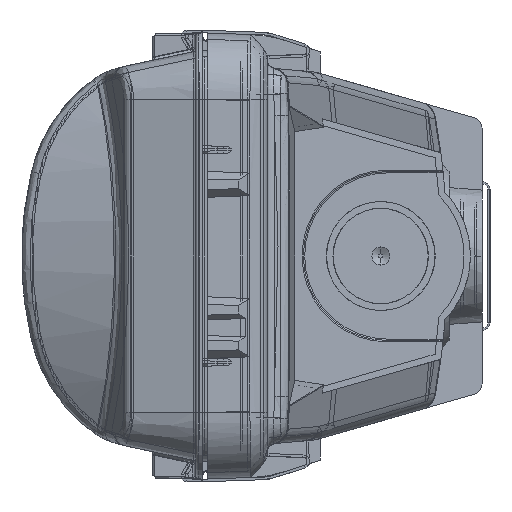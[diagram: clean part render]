
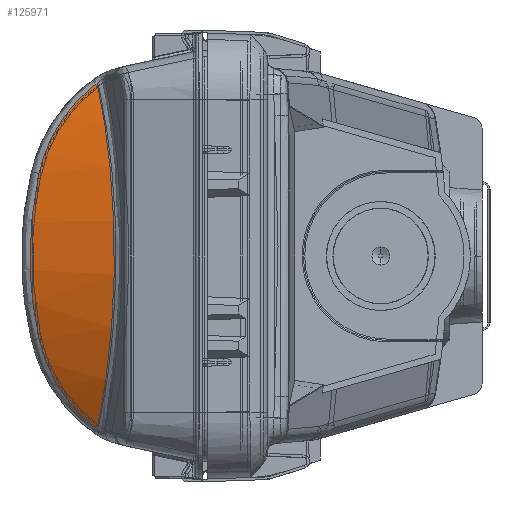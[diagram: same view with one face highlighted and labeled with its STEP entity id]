
A CAD part, left-side view. The second image highlights one B-rep face of the part: STEP entity #125971.
In plain terms, the highlighted conical face has half-angle 15 degrees and reference radius 66.648 mm.
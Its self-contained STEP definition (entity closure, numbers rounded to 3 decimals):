
#89943=CARTESIAN_POINT('',(-715.685,-29.799,
32.548));
#89944=CARTESIAN_POINT('',(-716.35,-29.564,
31.461));
#89945=CARTESIAN_POINT('',(-717.613,-29.117,
29.249));
#89946=CARTESIAN_POINT('',(-719.3,-28.521,
25.823));
#89947=CARTESIAN_POINT('',(-720.771,-28.001,
22.311));
#89948=CARTESIAN_POINT('',(-722.02,-27.559,
18.727));
#89949=CARTESIAN_POINT('',(-723.047,-27.196,
15.084));
#89950=CARTESIAN_POINT('',(-723.85,-26.912,
11.391));
#89951=CARTESIAN_POINT('',(-724.428,-26.708,
7.657));
#89952=CARTESIAN_POINT('',(-724.779,-26.584,
3.894));
#89953=CARTESIAN_POINT('',(-724.9,-26.541,
0.115));
#89954=CARTESIAN_POINT('',(-724.793,-26.579,
-3.668));
#89955=CARTESIAN_POINT('',(-724.455,-26.699,
-7.442));
#89956=CARTESIAN_POINT('',(-723.887,-26.899,
-11.197));
#89957=CARTESIAN_POINT('',(-723.088,-27.182,
-14.92));
#89958=CARTESIAN_POINT('',(-722.062,-27.544,
-18.596));
#89959=CARTESIAN_POINT('',(-720.808,-27.988,
-22.213));
#89960=CARTESIAN_POINT('',(-719.332,-28.51,
-25.756));
#89961=CARTESIAN_POINT('',(-717.627,-29.112,
-29.224));
#89962=CARTESIAN_POINT('',(-716.355,-29.562,
-31.454));
#89963=CARTESIAN_POINT('',(-715.685,-29.799,
-32.548));
#89965=CARTESIAN_POINT('',(-715.709,-30.053,
32.361));
#89966=CARTESIAN_POINT('',(-715.705,-30.01,
32.394));
#89967=CARTESIAN_POINT('',(-715.696,-29.927,
32.455));
#89968=CARTESIAN_POINT('',(-715.689,-29.841,
32.518));
#89969=CARTESIAN_POINT('',(-715.685,-29.799,
32.548));
#89971=CARTESIAN_POINT('',(-719.161,-40.764,
15.573));
#89972=CARTESIAN_POINT('',(-719.028,-40.606,
16.287));
#89973=CARTESIAN_POINT('',(-718.758,-40.241,
17.689));
#89974=CARTESIAN_POINT('',(-718.343,-39.551,
19.718));
#89975=CARTESIAN_POINT('',(-717.924,-38.722,
21.672));
#89976=CARTESIAN_POINT('',(-717.512,-37.768,
23.534));
#89977=CARTESIAN_POINT('',(-717.118,-36.704,
25.29));
#89978=CARTESIAN_POINT('',(-716.75,-35.538,
26.936));
#89979=CARTESIAN_POINT('',(-716.42,-34.295,
28.456));
#89980=CARTESIAN_POINT('',(-716.129,-32.962,
29.873));
#89981=CARTESIAN_POINT('',(-715.885,-31.541,
31.189));
#89982=CARTESIAN_POINT('',(-715.761,-30.555,
31.984));
#89983=CARTESIAN_POINT('',(-715.709,-30.053,
32.361));
#89985=CARTESIAN_POINT('',(-719.161,-40.764,
-15.573));
#89986=CARTESIAN_POINT('',(-719.382,-41.027,
-14.382));
#89987=CARTESIAN_POINT('',(-719.765,-41.48,
-12.038));
#89988=CARTESIAN_POINT('',(-720.169,-41.957,
-8.749));
#89989=CARTESIAN_POINT('',(-720.452,-42.288,
-5.378));
#89990=CARTESIAN_POINT('',(-720.598,-42.46,
-2.03));
#89991=CARTESIAN_POINT('',(-720.611,-42.475,
1.349));
#89992=CARTESIAN_POINT('',(-720.493,-42.337,
4.676));
#89993=CARTESIAN_POINT('',(-720.23,-42.028,
8.181));
#89994=CARTESIAN_POINT('',(-719.797,-41.518,
11.844));
#89995=CARTESIAN_POINT('',(-719.394,-41.041,
14.322));
#89996=CARTESIAN_POINT('',(-719.161,-40.764,
15.573));
#89998=CARTESIAN_POINT('',(-715.709,-30.054,
-32.361));
#89999=CARTESIAN_POINT('',(-715.76,-30.545,
-31.992));
#90000=CARTESIAN_POINT('',(-715.882,-31.516,
-31.21));
#90001=CARTESIAN_POINT('',(-716.121,-32.917,
-29.918));
#90002=CARTESIAN_POINT('',(-716.411,-34.258,
-28.499));
#90003=CARTESIAN_POINT('',(-716.745,-35.52,
-26.96));
#90004=CARTESIAN_POINT('',(-717.115,-36.695,
-25.304));
#90005=CARTESIAN_POINT('',(-717.511,-37.766,
-23.539));
#90006=CARTESIAN_POINT('',(-717.922,-38.719,
-21.679));
#90007=CARTESIAN_POINT('',(-718.343,-39.552,
-19.716));
#90008=CARTESIAN_POINT('',(-718.761,-40.247,
-17.671));
#90009=CARTESIAN_POINT('',(-719.03,-40.608,
-16.279));
#90010=CARTESIAN_POINT('',(-719.161,-40.764,
-15.573));
#90012=CARTESIAN_POINT('',(-715.685,-29.799,
-32.548));
#90013=CARTESIAN_POINT('',(-715.689,-29.841,
-32.518));
#90014=CARTESIAN_POINT('',(-715.696,-29.927,
-32.455));
#90015=CARTESIAN_POINT('',(-715.705,-30.01,
-32.394));
#90016=CARTESIAN_POINT('',(-715.709,-30.054,
-32.361));
#117188=VERTEX_POINT('',#89943);
#117189=VERTEX_POINT('',#89963);
#118365=VERTEX_POINT('',#89998);
#118366=VERTEX_POINT('',#90010);
#118368=VERTEX_POINT('',#89996);
#118369=VERTEX_POINT('',#89983);
#125954=CARTESIAN_POINT('',(-656.083,-34.51,0.));
#125955=DIRECTION('',(0.,1.,0.));
#125956=DIRECTION('',(-1.,0.,0.));
#125957=AXIS2_PLACEMENT_3D('',#125954,#125955,#125956);
#125958=CONICAL_SURFACE('',#125957,66.648,15.);
#125959=ORIENTED_EDGE('',*,*,#121193,.F.);
#125961=ORIENTED_EDGE('',*,*,#125960,.F.);
#125963=ORIENTED_EDGE('',*,*,#125962,.F.);
#125964=ORIENTED_EDGE('',*,*,#125944,.F.);
#125966=ORIENTED_EDGE('',*,*,#125965,.F.);
#125968=ORIENTED_EDGE('',*,*,#125967,.F.);
#125969=EDGE_LOOP('',(#125959,#125961,#125963,#125964,#125966,#125968));
#125970=FACE_OUTER_BOUND('',#125969,.F.);
#125971=ADVANCED_FACE('',(#125970),#125958,.T.);
#89964=B_SPLINE_CURVE_WITH_KNOTS('',3,(#89943,#89944,#89945,#89946,#89947,
#89948,#89949,#89950,#89951,#89952,#89953,#89954,#89955,#89956,#89957,#89958,
#89959,#89960,#89961,#89962,#89963),.UNSPECIFIED.,.F.,.F.,(4,1,1,1,1,1,1,1,1,1,
1,1,1,1,1,1,1,1,4),(0.,0.056,0.111,0.167,
0.222,0.278,0.333,0.389,
0.444,0.5,0.556,0.611,0.667,
0.722,0.778,0.833,0.889,
0.944,1.),.UNSPECIFIED.);
#89970=B_SPLINE_CURVE_WITH_KNOTS('',3,(#89965,#89966,#89967,#89968,#89969),
.UNSPECIFIED.,.F.,.F.,(4,1,4),(0.,0.5,1.),.UNSPECIFIED.);
#89984=B_SPLINE_CURVE_WITH_KNOTS('',3,(#89971,#89972,#89973,#89974,#89975,
#89976,#89977,#89978,#89979,#89980,#89981,#89982,#89983),.UNSPECIFIED.,.F.,.F.,(
4,1,1,1,1,1,1,1,1,1,4),(0.,0.1,0.2,0.3,0.4,0.5,0.6,0.7,0.8,
0.9,1.),.UNSPECIFIED.);
#89997=B_SPLINE_CURVE_WITH_KNOTS('',3,(#89985,#89986,#89987,#89988,#89989,
#89990,#89991,#89992,#89993,#89994,#89995,#89996),.UNSPECIFIED.,.F.,.F.,(4,1,1,
1,1,1,1,1,1,4),(0.,0.111,0.222,0.333,
0.444,0.556,0.667,0.778,
0.889,1.),.UNSPECIFIED.);
#90011=B_SPLINE_CURVE_WITH_KNOTS('',3,(#89998,#89999,#90000,#90001,#90002,
#90003,#90004,#90005,#90006,#90007,#90008,#90009,#90010),.UNSPECIFIED.,.F.,.F.,(
4,1,1,1,1,1,1,1,1,1,4),(0.,0.1,0.2,0.3,0.4,0.5,0.6,0.7,0.8,
0.9,1.),.UNSPECIFIED.);
#90017=B_SPLINE_CURVE_WITH_KNOTS('',3,(#90012,#90013,#90014,#90015,#90016),
.UNSPECIFIED.,.F.,.F.,(4,1,4),(0.,0.5,1.),.UNSPECIFIED.);
#121193=EDGE_CURVE('',#117188,#117189,#89964,.T.);
#125944=EDGE_CURVE('',#118366,#118368,#89997,.T.);
#125960=EDGE_CURVE('',#118369,#117188,#89970,.T.);
#125962=EDGE_CURVE('',#118368,#118369,#89984,.T.);
#125965=EDGE_CURVE('',#118365,#118366,#90011,.T.);
#125967=EDGE_CURVE('',#117189,#118365,#90017,.T.);
